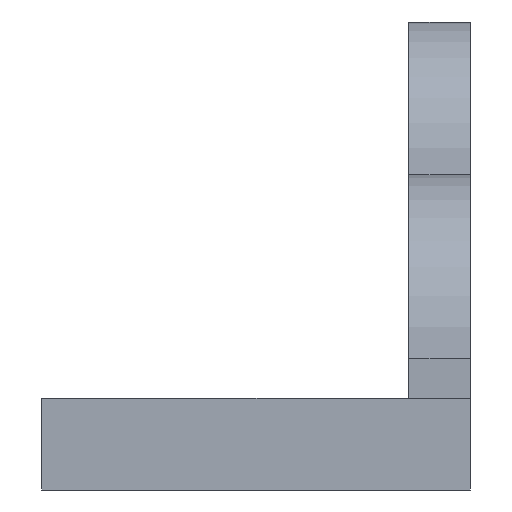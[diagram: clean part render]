
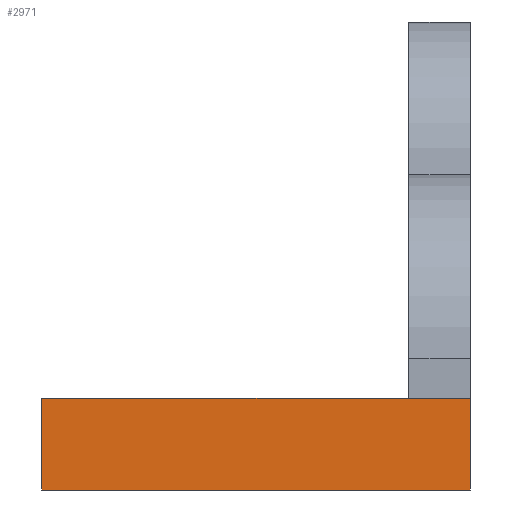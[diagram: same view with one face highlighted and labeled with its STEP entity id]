
A CAD part, left-side view. The second image highlights one B-rep face of the part: STEP entity #2971.
In plain terms, the highlighted planar face has unit normal (-1, 0, 0).
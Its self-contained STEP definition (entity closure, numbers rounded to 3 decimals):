
#270=PLANE('',#3093);
#412=FACE_OUTER_BOUND('',#580,.T.);
#580=EDGE_LOOP('',(#2816,#2817,#2818,#2819));
#586=LINE('',#3653,#908);
#892=LINE('',#5380,#1214);
#897=LINE('',#5388,#1219);
#903=LINE('',#5405,#1225);
#908=VECTOR('',#3111,10.);
#1214=VECTOR('',#3599,10.);
#1219=VECTOR('',#3606,10.);
#1225=VECTOR('',#3632,10.);
#1246=VERTEX_POINT('',#3650);
#1247=VERTEX_POINT('',#3652);
#1524=VERTEX_POINT('',#5378);
#1526=VERTEX_POINT('',#5387);
#1535=EDGE_CURVE('',#1246,#1247,#586,.T.);
#1947=EDGE_CURVE('',#1246,#1524,#892,.T.);
#1952=EDGE_CURVE('',#1247,#1526,#897,.T.);
#1959=EDGE_CURVE('',#1526,#1524,#903,.T.);
#2816=ORIENTED_EDGE('',*,*,#1535,.F.);
#2817=ORIENTED_EDGE('',*,*,#1947,.T.);
#2818=ORIENTED_EDGE('',*,*,#1959,.F.);
#2819=ORIENTED_EDGE('',*,*,#1952,.F.);
#2971=ADVANCED_FACE('',(#412),#270,.T.);
#3093=AXIS2_PLACEMENT_3D('',#5404,#3630,#3631);
#3111=DIRECTION('',(0.,0.,-1.));
#3599=DIRECTION('',(0.,1.,0.));
#3606=DIRECTION('',(0.,1.,0.));
#3630=DIRECTION('center_axis',(-1.,0.,0.));
#3631=DIRECTION('ref_axis',(0.,0.,1.));
#3632=DIRECTION('',(0.,0.,1.));
#3650=CARTESIAN_POINT('',(0.,0.,3.));
#3652=CARTESIAN_POINT('',(0.,0.,0.));
#3653=CARTESIAN_POINT('',(0.,0.,3.));
#5378=CARTESIAN_POINT('',(0.,14.,3.));
#5380=CARTESIAN_POINT('',(0.,0.,3.));
#5387=CARTESIAN_POINT('',(0.,14.,0.));
#5388=CARTESIAN_POINT('',(0.,0.,0.));
#5404=CARTESIAN_POINT('Origin',(0.,0.,0.));
#5405=CARTESIAN_POINT('',(0.,14.,3.));
